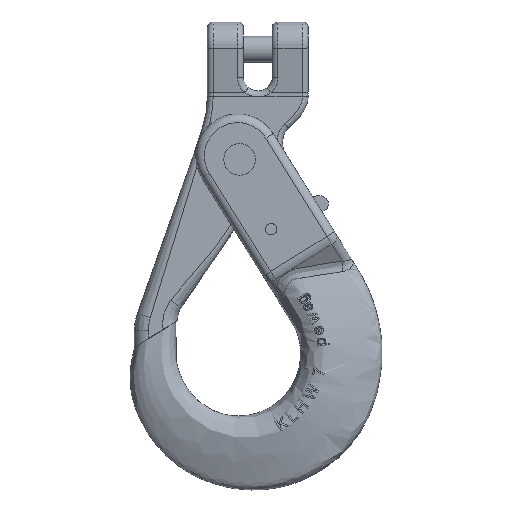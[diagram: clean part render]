
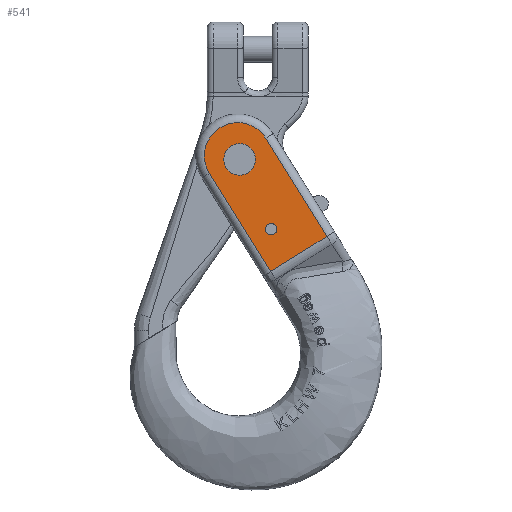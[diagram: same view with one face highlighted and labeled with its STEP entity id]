
A CAD part, top view. The second image highlights one B-rep face of the part: STEP entity #541.
In plain terms, the highlighted planar face has unit normal (0, 0, 1).
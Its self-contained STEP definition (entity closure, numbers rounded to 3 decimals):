
#280=FACE_BOUND('',#1257,.T.);
#281=FACE_BOUND('',#1258,.T.);
#329=PLANE('',#5749);
#541=ADVANCED_FACE('',(#280,#281,#912),#329,.F.);
#912=FACE_OUTER_BOUND('',#1259,.T.);
#1257=EDGE_LOOP('',(#2656));
#1258=EDGE_LOOP('',(#2657));
#1259=EDGE_LOOP('',(#2658,#2659,#2660,#2661));
#1571=CIRCLE('',#5737,5.5);
#1573=CIRCLE('',#5740,2.);
#1577=CIRCLE('',#5748,11.552);
#2656=ORIENTED_EDGE('',*,*,#4521,.T.);
#2657=ORIENTED_EDGE('',*,*,#4519,.T.);
#2658=ORIENTED_EDGE('',*,*,#4548,.T.);
#2659=ORIENTED_EDGE('',*,*,#4549,.T.);
#2660=ORIENTED_EDGE('',*,*,#4550,.T.);
#2661=ORIENTED_EDGE('',*,*,#4551,.T.);
#3919=VERTEX_POINT('',#11452);
#3921=VERTEX_POINT('',#11457);
#3943=VERTEX_POINT('',#11599);
#3944=VERTEX_POINT('',#11600);
#3945=VERTEX_POINT('',#11602);
#3946=VERTEX_POINT('',#11604);
#4519=EDGE_CURVE('',#3919,#3919,#1571,.T.);
#4521=EDGE_CURVE('',#3921,#3921,#1573,.T.);
#4548=EDGE_CURVE('',#3943,#3944,#5045,.T.);
#4549=EDGE_CURVE('',#3944,#3945,#5046,.T.);
#4550=EDGE_CURVE('',#3945,#3946,#1577,.T.);
#4551=EDGE_CURVE('',#3946,#3943,#5047,.T.);
#5045=LINE('',#11598,#5314);
#5046=LINE('',#11601,#5315);
#5047=LINE('',#11605,#5316);
#5314=VECTOR('',#6382,1.);
#5315=VECTOR('',#6383,1.);
#5316=VECTOR('',#6386,1.);
#5737=AXIS2_PLACEMENT_3D('',#11451,#6348,#6349);
#5740=AXIS2_PLACEMENT_3D('',#11456,#6354,#6355);
#5748=AXIS2_PLACEMENT_3D('',#11603,#6384,#6385);
#5749=AXIS2_PLACEMENT_3D('',#11606,#6387,#6388);
#6348=DIRECTION('',(0.,0.,-1.));
#6349=DIRECTION('',(-1.,0.,0.));
#6354=DIRECTION('',(0.,0.,-1.));
#6355=DIRECTION('',(-1.,0.,0.));
#6382=DIRECTION('',(0.848,0.53,0.));
#6383=DIRECTION('',(-0.53,0.848,0.));
#6384=DIRECTION('',(0.,0.,1.));
#6385=DIRECTION('',(-1.,0.,0.));
#6386=DIRECTION('',(0.53,-0.848,0.));
#6387=DIRECTION('',(0.,0.,-1.));
#6388=DIRECTION('',(-1.,0.,0.));
#11451=CARTESIAN_POINT('',(0.508,67.5,12.5));
#11452=CARTESIAN_POINT('',(-4.992,67.5,12.5));
#11456=CARTESIAN_POINT('',(11.423,43.238,12.5));
#11457=CARTESIAN_POINT('',(9.423,43.238,12.5));
#11598=CARTESIAN_POINT('',(-9.638,15.425,12.5));
#11599=CARTESIAN_POINT('',(11.308,28.514,12.5));
#11600=CARTESIAN_POINT('',(30.901,40.757,12.5));
#11601=CARTESIAN_POINT('',(40.54,25.332,12.5));
#11602=CARTESIAN_POINT('',(9.585,74.87,12.5));
#11603=CARTESIAN_POINT('',(-0.211,68.748,12.5));
#11604=CARTESIAN_POINT('',(-10.008,62.627,12.5));
#11605=CARTESIAN_POINT('',(20.947,13.089,12.5));
#11606=CARTESIAN_POINT('',(0.,0.,12.5));
